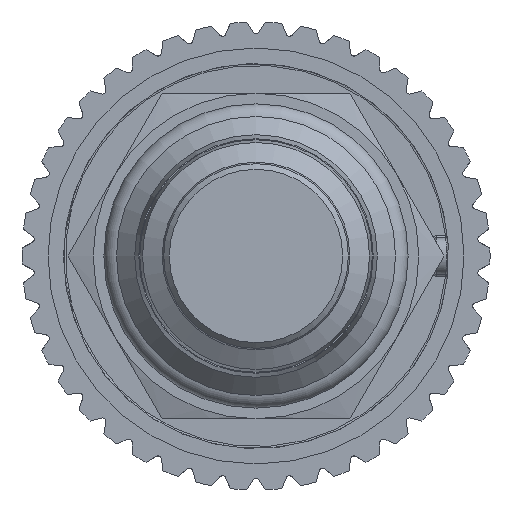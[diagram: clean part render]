
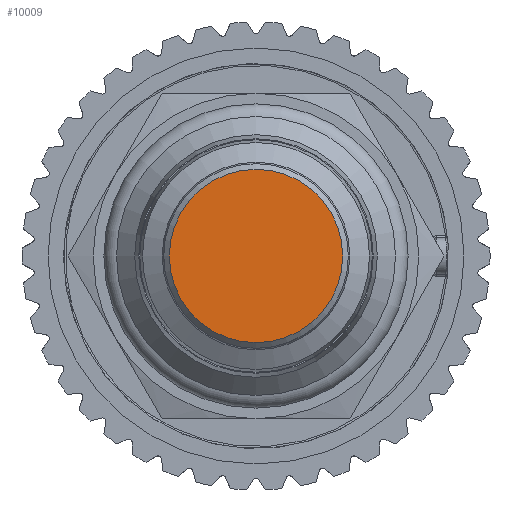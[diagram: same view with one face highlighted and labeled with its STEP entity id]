
A CAD part, front view. The second image highlights one B-rep face of the part: STEP entity #10009.
In plain terms, the highlighted planar face has unit normal (0, -1, 0).
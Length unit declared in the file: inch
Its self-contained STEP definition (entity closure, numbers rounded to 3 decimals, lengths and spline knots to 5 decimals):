
#9989=CARTESIAN_POINT('',(0.233,-2.556,0.));
#9990=VERTEX_POINT('',#9989);
#9991=CARTESIAN_POINT('',(0.0,-2.556,0.0));
#9992=DIRECTION('',(0.0,1.0,0.0));
#9993=DIRECTION('',(-1.0,0.0,0.0));
#9994=AXIS2_PLACEMENT_3D('',#9991,#9992,#9993);
#9995=CIRCLE('',#9994,0.233);
#9996=EDGE_CURVE('',#9990,#9990,#9995,.T.);
#10001=CARTESIAN_POINT('',(0.0,-2.556,0.0));
#10002=DIRECTION('',(0.0,1.0,0.0));
#10003=DIRECTION('',(1.0,0.0,0.0));
#10004=AXIS2_PLACEMENT_3D('',#10001,#10002,#10003);
#10005=PLANE('',#10004);
#10006=ORIENTED_EDGE('',*,*,#9996,.F.);
#10007=EDGE_LOOP('',(#10006));
#10008=FACE_OUTER_BOUND('',#10007,.T.);
#10009=ADVANCED_FACE('',(#10008),#10005,.F.);
